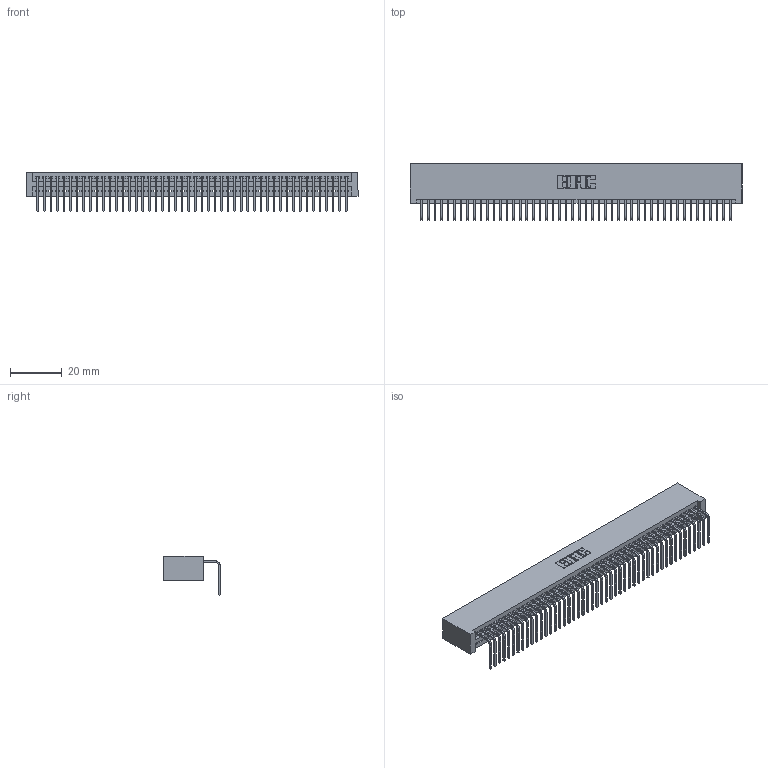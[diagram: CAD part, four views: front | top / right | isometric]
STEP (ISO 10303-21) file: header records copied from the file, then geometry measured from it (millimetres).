
FILE_DESCRIPTION (( 'STEP AP203' ), '1' );
FILE_NAME ('345-048-558-101.STEP', '2018-09-12T06:56:27', ( '' ), ( '' ), 'SwSTEP 2.0', 'SolidWorks 2016', '' );
FILE_SCHEMA (( 'CONFIG_CONTROL_DESIGN' ));
Length unit declared in the file: inch
Products named in the file (3): 345-292-001_558 Tail - 2; 345-048-558-101; 345 Part_No Mounting Lugs
Assembly tree (49 placements, depth 2):
  345-048-558-101
    345 Part_No Mounting Lugs
    345-292-001_558 Tail - 2  x48
Bounding box: 128.52 x 21.83 x 15.37 mm (x, y, z)
Volume: 13000.8 mm3; surface area: 18488.3 mm2
Topology: 49 solids, 49 shells, 2998 faces, 9053 edges, 5970 vertices
Faces by surface type: plane 2092, cylinder 906
Entity records: 35125 total; most frequent: CARTESIAN_POINT 6092, ORIENTED_EDGE 6074, DIRECTION 5305, EDGE_CURVE 3037, LINE 2721, VECTOR 2721, VERTEX_POINT 2022, AXIS2_PLACEMENT_3D 1292
